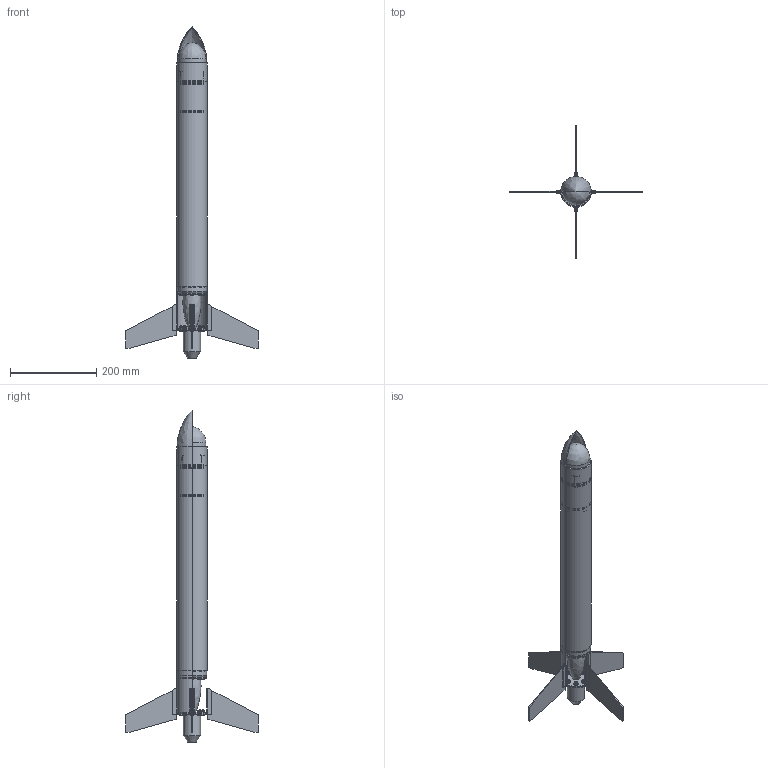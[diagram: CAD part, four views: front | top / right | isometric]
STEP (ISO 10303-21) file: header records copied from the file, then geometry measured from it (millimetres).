
FILE_DESCRIPTION(/* description */ ('STEP AP214'),/* implementation_level */ '2;1');
FILE_NAME(/* name */ '',/* time_stamp */ '2024-10-12T20:32:35+03:00',/* author */ (''),/* organization */ (''),/* preprocessor_version */ 'ST-DEVELOPER v20',/* originating_system */ 'Autodesk Translation Framework v13.20.0.188',/* authorisation */ '');
FILE_SCHEMA (('AUTOMOTIVE_DESIGN { 1 0 10303 214 3 1 1 }'));
Length unit declared in the file: millimetre
Products named in the file (66): ракетка777 v8; Деталь; Деталь (2); Сборка; Деталь (5); Деталь (6); Деталь (7); сборка внутренности 
v1; Деталь_1; Деталь (2)_1; болддд; Untitled; Untitled_1; болддд_1; болддд_2; Untitled_2; болддд_3; Untitled_3; Untitled_4; болддд_4; Untitled_5; болддд_5; болддд_6; Untitled_6; болддд_7; Untitled_7; Chamfered Washer BS 4320 - M4 - Form C Steel 100 HV Plain v1; Hexagon Thin Nut DIN 439-2 - M4 x 0.7 Steel 6 Plain v1; болддд_8; камера сгорания1
 v1; болддд_9; болддд_10; болддд_11; болддд_12; болддд_13; болддд_14; болддд_15; болддд_16; болддд_17; болддд_18 ...
Assembly tree (135 placements, depth 4):
  ракетка777 v8
    Деталь
    Деталь (2)
    Сборка  x4
      Деталь (5)
      Деталь (6)
    Деталь (7)
    сборка внутренности 
v1
      Деталь_1
      Деталь (2)_1
      болддд
        Fully Upset Hex Head Machine Screw ANSI B18.6.7M - M4 x 0.7 x 10 Stee
l Grade 2 Plain v1
      Untitled
        Hexagon Thin Nut DIN 439-2 - M4 x 0.7 Steel 6 Plain v1  x2
        Chamfered Washer BS 4320 - M4 - Form C Steel 100 HV Plain v1
      Untitled_1
        Hexagon Thin Nut DIN 439-2 - M4 x 0.7 Steel 6 Plain v1  x2
        Chamfered Washer BS 4320 - M4 - Form C Steel 100 HV Plain v1
      болддд_1
        Fully Upset Hex Head Machine Screw ANSI B18.6.7M - M4 x 0.7 x 10 Stee
l Grade 2 Plain v1
      болддд_2
        Fully Upset Hex Head Machine Screw ANSI B18.6.7M - M4 x 0.7 x 10 Stee
l Grade 2 Plain v1
      Untitled_2
        Hexagon Thin Nut DIN 439-2 - M4 x 0.7 Steel 6 Plain v1  x2
        Chamfered Washer BS 4320 - M4 - Form C Steel 100 HV Plain v1
      болддд_3
        Fully Upset Hex Head Machine Screw ANSI B18.6.7M - M4 x 0.7 x 10 Stee
l Grade 2 Plain v1
      Untitled_3
        Hexagon Thin Nut DIN 439-2 - M4 x 0.7 Steel 6 Plain v1  x2
        Chamfered Washer BS 4320 - M4 - Form C Steel 100 HV Plain v1
      Untitled_4
        Hexagon Thin Nut DIN 439-2 - M4 x 0.7 Steel 6 Plain v1  x2
        Chamfered Washer BS 4320 - M4 - Form C Steel 100 HV Plain v1
      болддд_4
        Fully Upset Hex Head Machine Screw ANSI B18.6.7M - M4 x 0.7 x 10 Stee
l Grade 2 Plain v1
      Untitled_5
        Hexagon Thin Nut DIN 439-2 - M4 x 0.7 Steel 6 Plain v1  x2
        Chamfered Washer BS 4320 - M4 - Form C Steel 100 HV Plain v1
      болддд_5
        Fully Upset Hex Head Machine Screw ANSI B18.6.7M - M4 x 0.7 x 10 Stee
l Grade 2 Plain v1
      болддд_6
        Fully Upset Hex Head Machine Screw ANSI B18.6.7M - M4 x 0.7 x 10 Stee
l Grade 2 Plain v1
      Untitled_6
        Hexagon Thin Nut DIN 439-2 - M4 x 0.7 Steel 6 Plain v1  x2
        Chamfered Washer BS 4320 - M4 - Form C Steel 100 HV Plain v1
      болддд_7
        Fully Upset Hex Head Machine Screw ANSI B18.6.7M - M4 x 0.7 x 10 Stee
l Grade 2 Plain v1
      Untitled_7
        Hexagon Thin Nut DIN 439-2 - M4 x 0.7 Steel 6 Plain v1  x2
        Chamfered Washer BS 4320 - M4 - Form C Steel 100 HV Plain v1
      болддд_8
        Fully Upset Hex Head Machine Screw ANSI B18.6.7M - M4 x 0.7 x 10 Stee
l Grade 2 Plain v1
      камера сгорания1
 v1
      болддд_9
        Fully Upset Hex Head Machine Screw ANSI B18.6.7M - M4 x 0.7 x 10 Stee
l Grade 2 Plain v1
      болддд_10
        Fully Upset Hex Head Machine Screw ANSI B18.6.7M - M4 x 0.7 x 10 Stee
l Grade 2 Plain v1
      болддд_11
        Fully Upset Hex Head Machine Screw ANSI B18.6.7M - M4 x 0.7 x 10 Stee
l Grade 2 Plain v1
      болддд_12
Bounding box: 307.63 x 307.63 x 771.61 mm (x, y, z)
Volume: 680598.8 mm3; surface area: 686867.2 mm2
Topology: 143 solids, 143 shells, 2446 faces, 5542 edges, 3606 vertices
Faces by surface type: plane 1734, cylinder 393, cone 267, torus 44, bspline 7, sphere 1
Full cylindrical faces by diameter (mm): 1 x60, 3.332 x34, 3.43 x37, 3.908 x37, 4 x68, 4.3 x17, 6 x2, 10 x18, 12 x2, 14 x4, 39.981 x1, 40 x1, 41.99 x1, 60.172 x1, 61.908 x1, 64 x1, 66 x1, 68 x6, 70 x1
Entity records: 41029 total; most frequent: CARTESIAN_POINT 6888, DIRECTION 6672, ORIENTED_EDGE 6182, EDGE_CURVE 3091, LINE 2500, VECTOR 2500, AXIS2_PLACEMENT_3D 2086, VERTEX_POINT 2047
